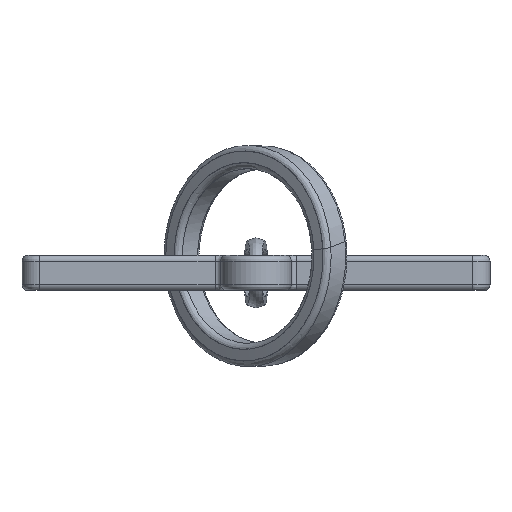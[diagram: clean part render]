
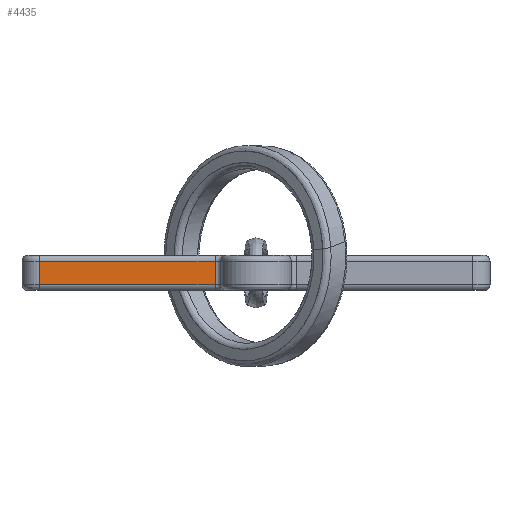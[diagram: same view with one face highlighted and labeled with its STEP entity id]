
A CAD part, front view. The second image highlights one B-rep face of the part: STEP entity #4435.
In plain terms, the highlighted free-form (B-spline) face has degree [1, 1] with [2, 2] control points.
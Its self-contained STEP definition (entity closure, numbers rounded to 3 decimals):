
#4435 = ADVANCED_FACE('',(#4436),#4466,.T.);
#4436 = FACE_BOUND('',#4437,.T.);
#4437 = EDGE_LOOP('',(#4438,#4447,#4454,#4461));
#4438 = ORIENTED_EDGE('',*,*,#4439,.F.);
#4439 = EDGE_CURVE('',#4440,#4442,#4444,.T.);
#4440 = VERTEX_POINT('',#4441);
#4441 = CARTESIAN_POINT('',(-3.159,18.416,
    -0.902));
#4442 = VERTEX_POINT('',#4443);
#4443 = CARTESIAN_POINT('',(-16.696,18.416,
    -0.902));
#4444 = B_SPLINE_CURVE_WITH_KNOTS('',1,(#4445,#4446),.UNSPECIFIED.,.F.,
  .F.,(2,2),(-16.5,-1.5),.PIECEWISE_BEZIER_KNOTS.);
#4445 = CARTESIAN_POINT('',(-3.159,18.416,
    -0.902));
#4446 = CARTESIAN_POINT('',(-16.696,18.416,
    -0.902));
#4447 = ORIENTED_EDGE('',*,*,#4448,.T.);
#4448 = EDGE_CURVE('',#4440,#4449,#4451,.T.);
#4449 = VERTEX_POINT('',#4450);
#4450 = CARTESIAN_POINT('',(-3.159,18.416,
    0.902));
#4451 = B_SPLINE_CURVE_WITH_KNOTS('',1,(#4452,#4453),.UNSPECIFIED.,.F.,
  .F.,(2,2),(-2.5,-0.5),.PIECEWISE_BEZIER_KNOTS.);
#4452 = CARTESIAN_POINT('',(-3.159,18.416,
    -0.902));
#4453 = CARTESIAN_POINT('',(-3.159,18.416,
    0.902));
#4454 = ORIENTED_EDGE('',*,*,#4455,.T.);
#4455 = EDGE_CURVE('',#4449,#4456,#4458,.T.);
#4456 = VERTEX_POINT('',#4457);
#4457 = CARTESIAN_POINT('',(-16.696,18.416,
    0.902));
#4458 = B_SPLINE_CURVE_WITH_KNOTS('',1,(#4459,#4460),.UNSPECIFIED.,.F.,
  .F.,(2,2),(-16.5,-1.5),.PIECEWISE_BEZIER_KNOTS.);
#4459 = CARTESIAN_POINT('',(-3.159,18.416,
    0.902));
#4460 = CARTESIAN_POINT('',(-16.696,18.416,
    0.902));
#4461 = ORIENTED_EDGE('',*,*,#4462,.F.);
#4462 = EDGE_CURVE('',#4442,#4456,#4463,.T.);
#4463 = B_SPLINE_CURVE_WITH_KNOTS('',1,(#4464,#4465),.UNSPECIFIED.,.F.,
  .F.,(2,2),(-2.5,-0.5),.PIECEWISE_BEZIER_KNOTS.);
#4464 = CARTESIAN_POINT('',(-16.696,18.416,
    -0.902));
#4465 = CARTESIAN_POINT('',(-16.696,18.416,
    0.902));
#4466 = B_SPLINE_SURFACE_WITH_KNOTS('',1,1,(
    (#4467,#4468)
    ,(#4469,#4470
    )),.UNSPECIFIED.,.F.,.F.,.F.,(2,2),(2,2),(-2.5,-0.5),(-16.5,-1.5),
  .PIECEWISE_BEZIER_KNOTS.);
#4467 = CARTESIAN_POINT('',(-3.159,18.416,
    -0.902));
#4468 = CARTESIAN_POINT('',(-16.696,18.416,
    -0.902));
#4469 = CARTESIAN_POINT('',(-3.159,18.416,
    0.902));
#4470 = CARTESIAN_POINT('',(-16.696,18.416,
    0.902));
